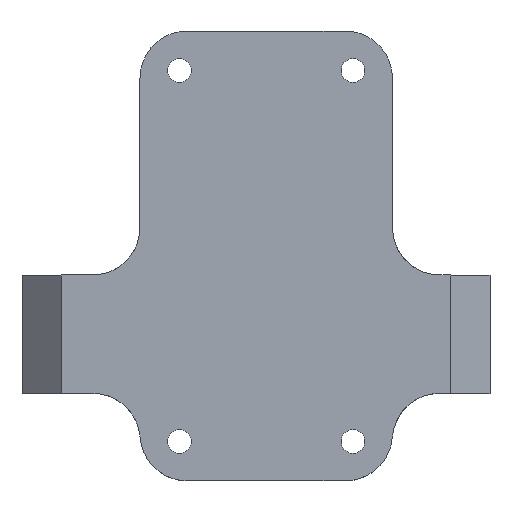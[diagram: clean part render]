
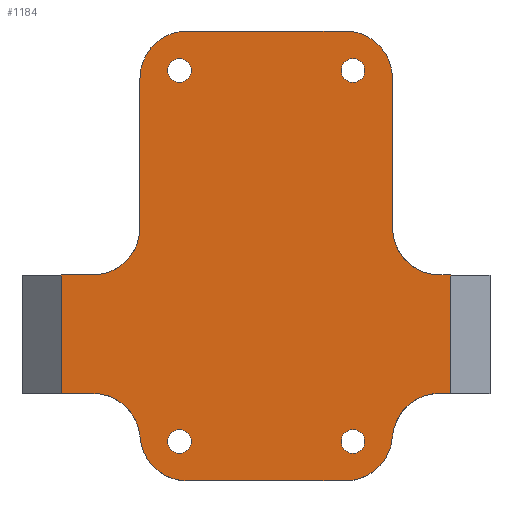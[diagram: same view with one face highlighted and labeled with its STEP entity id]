
A CAD part, top view. The second image highlights one B-rep face of the part: STEP entity #1184.
In plain terms, the highlighted planar face has unit normal (0, 0, 1).
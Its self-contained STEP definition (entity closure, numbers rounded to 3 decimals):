
#51=FACE_BOUND('',#209,.T.);
#52=FACE_BOUND('',#210,.T.);
#53=FACE_BOUND('',#211,.T.);
#54=FACE_BOUND('',#212,.T.);
#72=CIRCLE('',#1261,6.);
#76=CIRCLE('',#1268,6.);
#82=CIRCLE('',#1277,6.);
#84=CIRCLE('',#1281,6.);
#85=CIRCLE('',#1283,6.);
#87=CIRCLE('',#1287,6.);
#88=CIRCLE('',#1288,6.);
#89=CIRCLE('',#1289,6.);
#90=CIRCLE('',#1290,1.5);
#91=CIRCLE('',#1291,1.5);
#92=CIRCLE('',#1292,1.5);
#93=CIRCLE('',#1293,1.5);
#132=FACE_OUTER_BOUND('',#208,.T.);
#208=EDGE_LOOP('',(#907,#908,#909,#910,#911,#912,#913,#914,#915,#916,#917,
#918,#919,#920,#921,#922,#923,#924));
#209=EDGE_LOOP('',(#925));
#210=EDGE_LOOP('',(#926));
#211=EDGE_LOOP('',(#927));
#212=EDGE_LOOP('',(#928));
#270=LINE('',#1708,#388);
#275=LINE('',#1720,#393);
#285=LINE('',#1743,#403);
#291=LINE('',#1757,#409);
#318=LINE('',#1839,#436);
#329=LINE('',#1888,#447);
#336=LINE('',#1930,#454);
#339=LINE('',#1958,#457);
#342=LINE('',#1967,#460);
#343=LINE('',#1970,#461);
#388=VECTOR('',#1362,10.);
#393=VECTOR('',#1371,10.);
#403=VECTOR('',#1387,10.);
#409=VECTOR('',#1397,10.);
#436=VECTOR('',#1450,10.);
#447=VECTOR('',#1475,10.);
#454=VECTOR('',#1498,10.);
#457=VECTOR('',#1515,10.);
#460=VECTOR('',#1524,10.);
#461=VECTOR('',#1527,10.);
#503=VERTEX_POINT('',#1701);
#506=VERTEX_POINT('',#1706);
#511=VERTEX_POINT('',#1718);
#518=VERTEX_POINT('',#1736);
#521=VERTEX_POINT('',#1741);
#527=VERTEX_POINT('',#1755);
#555=VERTEX_POINT('',#1831);
#556=VERTEX_POINT('',#1833);
#567=VERTEX_POINT('',#1861);
#568=VERTEX_POINT('',#1862);
#577=VERTEX_POINT('',#1904);
#579=VERTEX_POINT('',#1928);
#582=VERTEX_POINT('',#1935);
#583=VERTEX_POINT('',#1951);
#585=VERTEX_POINT('',#1957);
#587=VERTEX_POINT('',#1964);
#588=VERTEX_POINT('',#1966);
#589=VERTEX_POINT('',#1968);
#590=VERTEX_POINT('',#1971);
#591=VERTEX_POINT('',#1973);
#592=VERTEX_POINT('',#1975);
#593=VERTEX_POINT('',#1977);
#618=EDGE_CURVE('',#506,#503,#270,.T.);
#624=EDGE_CURVE('',#511,#506,#275,.T.);
#635=EDGE_CURVE('',#521,#518,#285,.T.);
#642=EDGE_CURVE('',#527,#521,#291,.T.);
#673=EDGE_CURVE('',#555,#556,#72,.T.);
#676=EDGE_CURVE('',#503,#555,#318,.T.);
#687=EDGE_CURVE('',#567,#568,#76,.F.);
#692=EDGE_CURVE('',#518,#568,#329,.T.);
#701=EDGE_CURVE('',#577,#527,#82,.T.);
#705=EDGE_CURVE('',#579,#577,#336,.T.);
#708=EDGE_CURVE('',#582,#511,#84,.T.);
#710=EDGE_CURVE('',#567,#583,#85,.T.);
#713=EDGE_CURVE('',#583,#585,#339,.T.);
#716=EDGE_CURVE('',#585,#582,#87,.T.);
#717=EDGE_CURVE('',#587,#579,#88,.T.);
#718=EDGE_CURVE('',#588,#587,#342,.T.);
#719=EDGE_CURVE('',#589,#588,#89,.T.);
#720=EDGE_CURVE('',#556,#589,#343,.T.);
#721=EDGE_CURVE('',#590,#590,#90,.T.);
#722=EDGE_CURVE('',#591,#591,#91,.T.);
#723=EDGE_CURVE('',#592,#592,#92,.T.);
#724=EDGE_CURVE('',#593,#593,#93,.T.);
#907=ORIENTED_EDGE('',*,*,#618,.F.);
#908=ORIENTED_EDGE('',*,*,#624,.F.);
#909=ORIENTED_EDGE('',*,*,#708,.F.);
#910=ORIENTED_EDGE('',*,*,#716,.F.);
#911=ORIENTED_EDGE('',*,*,#713,.F.);
#912=ORIENTED_EDGE('',*,*,#710,.F.);
#913=ORIENTED_EDGE('',*,*,#687,.T.);
#914=ORIENTED_EDGE('',*,*,#692,.F.);
#915=ORIENTED_EDGE('',*,*,#635,.F.);
#916=ORIENTED_EDGE('',*,*,#642,.F.);
#917=ORIENTED_EDGE('',*,*,#701,.F.);
#918=ORIENTED_EDGE('',*,*,#705,.F.);
#919=ORIENTED_EDGE('',*,*,#717,.F.);
#920=ORIENTED_EDGE('',*,*,#718,.F.);
#921=ORIENTED_EDGE('',*,*,#719,.F.);
#922=ORIENTED_EDGE('',*,*,#720,.F.);
#923=ORIENTED_EDGE('',*,*,#673,.F.);
#924=ORIENTED_EDGE('',*,*,#676,.F.);
#925=ORIENTED_EDGE('',*,*,#721,.F.);
#926=ORIENTED_EDGE('',*,*,#722,.F.);
#927=ORIENTED_EDGE('',*,*,#723,.F.);
#928=ORIENTED_EDGE('',*,*,#724,.F.);
#1135=PLANE('',#1286);
#1184=ADVANCED_FACE('',(#132,#51,#52,#53,#54),#1135,.T.);
#1261=AXIS2_PLACEMENT_3D('',#1834,#1443,#1444);
#1268=AXIS2_PLACEMENT_3D('',#1863,#1467,#1468);
#1277=AXIS2_PLACEMENT_3D('',#1906,#1492,#1493);
#1281=AXIS2_PLACEMENT_3D('',#1937,#1504,#1505);
#1283=AXIS2_PLACEMENT_3D('',#1952,#1508,#1509);
#1286=AXIS2_PLACEMENT_3D('',#1962,#1518,#1519);
#1287=AXIS2_PLACEMENT_3D('',#1963,#1520,#1521);
#1288=AXIS2_PLACEMENT_3D('',#1965,#1522,#1523);
#1289=AXIS2_PLACEMENT_3D('',#1969,#1525,#1526);
#1290=AXIS2_PLACEMENT_3D('',#1972,#1528,#1529);
#1291=AXIS2_PLACEMENT_3D('',#1974,#1530,#1531);
#1292=AXIS2_PLACEMENT_3D('',#1976,#1532,#1533);
#1293=AXIS2_PLACEMENT_3D('',#1978,#1534,#1535);
#1362=DIRECTION('',(0.,1.,0.));
#1371=DIRECTION('',(-1.,0.,0.));
#1387=DIRECTION('',(0.,-1.,0.));
#1397=DIRECTION('',(1.,0.,0.));
#1443=DIRECTION('center_axis',(0.,0.,
1.));
#1444=DIRECTION('ref_axis',(0.707,-0.707,0.));
#1450=DIRECTION('',(1.,0.,0.));
#1467=DIRECTION('center_axis',(0.,0.,
1.));
#1468=DIRECTION('ref_axis',(0.,-1.,0.));
#1475=DIRECTION('',(-1.,0.,0.));
#1492=DIRECTION('center_axis',(0.,0.,
1.));
#1493=DIRECTION('ref_axis',(-0.707,-0.707,0.));
#1498=DIRECTION('',(0.,-1.,0.));
#1504=DIRECTION('center_axis',(0.,0.,
1.));
#1505=DIRECTION('ref_axis',(0.,-1.,0.));
#1508=DIRECTION('center_axis',(0.,0.,
-1.));
#1509=DIRECTION('ref_axis',(0.707,-0.707,0.));
#1515=DIRECTION('',(-1.,0.,0.));
#1518=DIRECTION('center_axis',(0.,0.,
1.));
#1519=DIRECTION('ref_axis',(1.,0.,0.));
#1520=DIRECTION('center_axis',(0.,0.,
-1.));
#1521=DIRECTION('ref_axis',(-0.707,-0.707,0.));
#1522=DIRECTION('center_axis',(0.,0.,
-1.));
#1523=DIRECTION('ref_axis',(0.707,0.707,0.));
#1524=DIRECTION('',(1.,0.,0.));
#1525=DIRECTION('center_axis',(0.,0.,
-1.));
#1526=DIRECTION('ref_axis',(-0.707,0.707,0.));
#1527=DIRECTION('',(0.,1.,0.));
#1528=DIRECTION('center_axis',(0.,0.,
1.));
#1529=DIRECTION('ref_axis',(1.,0.,0.));
#1530=DIRECTION('center_axis',(0.,0.,
1.));
#1531=DIRECTION('ref_axis',(1.,0.,0.));
#1532=DIRECTION('center_axis',(0.,0.,
1.));
#1533=DIRECTION('ref_axis',(1.,0.,0.));
#1534=DIRECTION('center_axis',(0.,0.,
1.));
#1535=DIRECTION('ref_axis',(1.,0.,0.));
#1701=CARTESIAN_POINT('',(14.545,105.816,7.035));
#1706=CARTESIAN_POINT('',(14.545,90.816,7.035));
#1708=CARTESIAN_POINT('',(14.545,90.816,7.035));
#1718=CARTESIAN_POINT('',(18.521,90.816,7.035));
#1720=CARTESIAN_POINT('',(24.37,90.816,7.035));
#1736=CARTESIAN_POINT('',(63.845,90.816,7.035));
#1741=CARTESIAN_POINT('',(63.845,105.816,7.035));
#1743=CARTESIAN_POINT('',(63.845,90.816,7.035));
#1755=CARTESIAN_POINT('',(62.487,105.816,7.035));
#1757=CARTESIAN_POINT('',(24.37,105.816,7.035));
#1831=CARTESIAN_POINT('',(18.487,105.816,7.035));
#1833=CARTESIAN_POINT('',(24.487,111.816,7.035));
#1834=CARTESIAN_POINT('Origin',(18.487,111.816,7.035));
#1839=CARTESIAN_POINT('',(24.37,105.816,7.035));
#1861=CARTESIAN_POINT('',(56.469,85.271,7.035));
#1862=CARTESIAN_POINT('',(62.452,90.816,7.035));
#1863=CARTESIAN_POINT('Origin',(62.452,84.816,7.035));
#1888=CARTESIAN_POINT('',(24.37,90.816,7.035));
#1904=CARTESIAN_POINT('',(56.487,111.816,7.035));
#1906=CARTESIAN_POINT('Origin',(62.487,111.816,7.035));
#1928=CARTESIAN_POINT('',(56.487,130.727,7.035));
#1930=CARTESIAN_POINT('',(56.487,113.771,7.035));
#1935=CARTESIAN_POINT('',(24.504,85.271,7.035));
#1937=CARTESIAN_POINT('Origin',(18.521,84.816,7.035));
#1951=CARTESIAN_POINT('',(50.487,79.727,7.035));
#1952=CARTESIAN_POINT('Origin',(50.487,85.727,7.035));
#1957=CARTESIAN_POINT('',(30.487,79.727,7.035));
#1958=CARTESIAN_POINT('',(33.016,79.727,7.035));
#1962=CARTESIAN_POINT('Origin',(9.545,90.816,7.035));
#1963=CARTESIAN_POINT('Origin',(30.487,85.727,7.035));
#1964=CARTESIAN_POINT('',(50.487,136.727,7.035));
#1965=CARTESIAN_POINT('Origin',(50.487,130.727,7.035));
#1966=CARTESIAN_POINT('',(30.487,136.727,7.035));
#1967=CARTESIAN_POINT('',(17.016,136.727,7.035));
#1968=CARTESIAN_POINT('',(24.487,130.727,7.035));
#1969=CARTESIAN_POINT('Origin',(30.487,130.727,7.035));
#1970=CARTESIAN_POINT('',(24.487,98.316,7.035));
#1971=CARTESIAN_POINT('',(49.987,131.727,7.035));
#1972=CARTESIAN_POINT('Origin',(51.487,131.727,7.035));
#1973=CARTESIAN_POINT('',(27.987,131.727,7.035));
#1974=CARTESIAN_POINT('Origin',(29.487,131.727,7.035));
#1975=CARTESIAN_POINT('',(27.987,84.727,7.035));
#1976=CARTESIAN_POINT('Origin',(29.487,84.727,7.035));
#1977=CARTESIAN_POINT('',(49.987,84.727,7.035));
#1978=CARTESIAN_POINT('Origin',(51.487,84.727,7.035));
